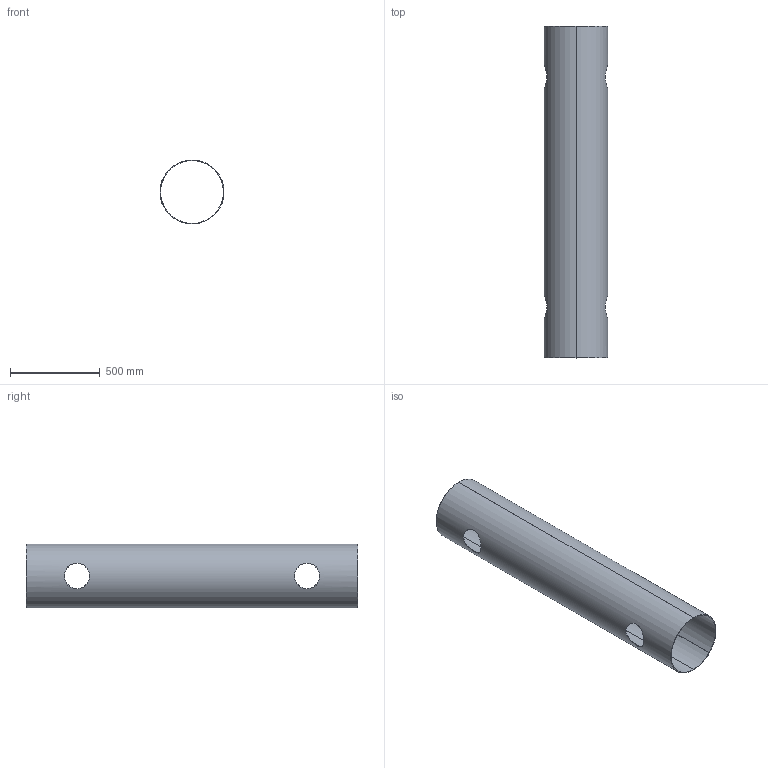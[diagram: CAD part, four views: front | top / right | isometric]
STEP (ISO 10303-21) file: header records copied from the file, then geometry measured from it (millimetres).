
FILE_DESCRIPTION (( 'STEP AP203' ), '1' );
FILE_NAME ('PSA-5.STEP', '2021-03-15T12:28:35', ( '' ), ( '' ), 'SwSTEP 2.0', 'SolidWorks 2021', '' );
FILE_SCHEMA (( 'CONFIG_CONTROL_DESIGN' ));
Length unit declared in the file: inch
Products named in the file (1): PSA-5
Bounding box: 356.87 x 1850.64 x 356.87 mm (x, y, z)
Volume: 6323654 mm3; surface area: 4007857.1 mm2
Topology: 1 solids, 1 shells, 18 faces, 68 edges, 52 vertices
Faces by surface type: bspline 8, cylinder 6, plane 4
Entity records: 6299 total; most frequent: CARTESIAN_POINT 5711, ORIENTED_EDGE 136, EDGE_CURVE 68, DIRECTION 58, VERTEX_POINT 52, B_SPLINE_CURVE_WITH_KNOTS 44, EDGE_LOOP 26, AXIS2_PLACEMENT_3D 23
